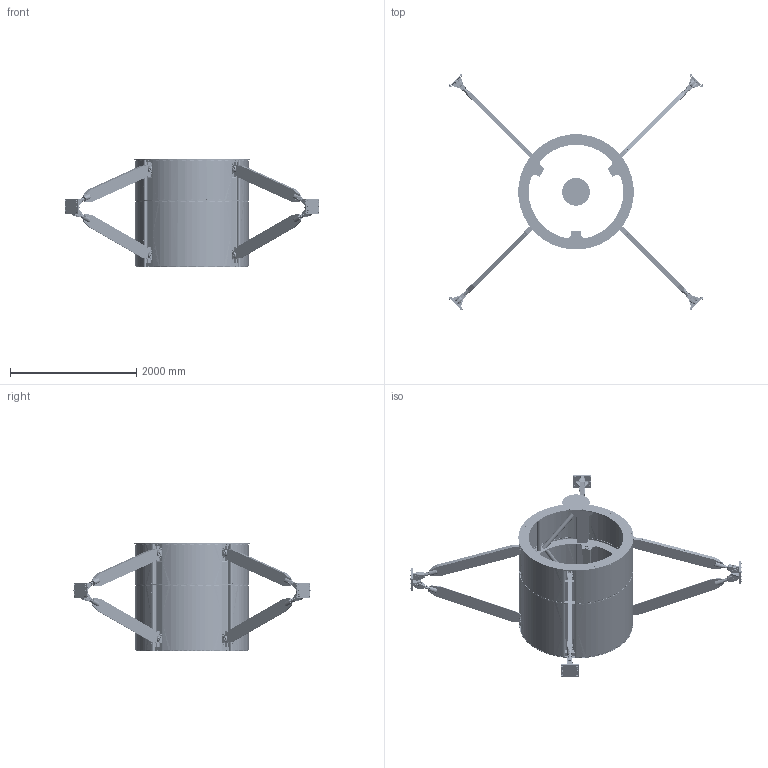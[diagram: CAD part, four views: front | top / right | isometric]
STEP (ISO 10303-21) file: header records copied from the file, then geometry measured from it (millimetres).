
FILE_DESCRIPTION(/* description */ (''),/* implementation_level */ '2;1');
FILE_NAME(/* name */ 'AD6-20160518-As-built Central Can.stp',/* time_stamp */ '2016-05-18T08:20:27+01:00',/* author */ ('kmd'),/* organization */ (''),/* preprocessor_version */ 'ST-DEVELOPER v16.1',/* originating_system */ 'Autodesk Inventor 2016',/* authorisation */ '');
FILE_SCHEMA (('AUTOMOTIVE_DESIGN { 1 0 10303 214 3 1 1 }'));
Products named in the file (67): AD5-20160204-P0215433-223ME-3D-2000-410-003; AD5-20160204-P0215433-223ME-3D-2000-410-004; AD5-20160204-P0215433-223ME-3D-2000-410-005; AD5-20160204-P0215433-223ME-3D-2000-410-001; AD5-20160204-P0215433-223ME-3D-2000-410-002; AD5-20160204-P0215433-223ME-3D-2000-410-013; AD5-20160204-P0215433-223ME-3D-2000-410-007; AD5-20160204-P0215433-223ME-3D-2000-410-008; AD5-20160204-P0215433-223ME-3D-2000-410-009; AD5-20160204-P0215433-223ME-3D-2000-410-010; AD5-20160204-P0215433-223ME-3D-2000-410-011; AD5-20160204-P0215433-223ME-3D-2000-410-006; AD5-20160204-P0215433-223ME-3D-2000-410-014; AD5-20160204-P0215433-223ME-3D-2000-410-015; AD5-20160204-P0215433-223ME-3D-2000-410-016; AD5-20160204-P0215433-223ME-3D-2000-410-017; AD5-20160204-P0215433-223ME-3D-2000-410-018; AD5-20160204-P0215433-223ME-3D-2000-410-019; AD5-20160204-P0215433-223ME-3D-2000-410-020; AD5-20160204-P0215433-223ME-3D-2000-410-022; AD5-20160204-P0215433-223ME-3D-2000-410-023; AD5-20160204-P0215433-223ME-3D-2000-410-026; AD5-20160204-P0215433-223ME-3D-2000-410-027; AD5-20160204-P0215433-223ME-3D-2000-410-028; AD5-20160204-P0215433-223ME-3D-2000-410-029; AD5-20160204-P0215433-223ME-3D-2000-410-030; AD5-20160204-P0215433-223ME-3D-2000-410-031; AD5-20160204-P0215433-223ME-3D-2000-410-032; AD5-20160204-P0215433-223ME-3D-2000-410-033; AD5-20160204-P0215433-223ME-3D-2000-410-034; AD5-20160204-P0215433-223ME-3D-2000-410-035; AD5-20160204-P0215433-223ME-3D-2000-410-036; AD5-20160204-P0215433-223ME-3D-2000-410-000; AD5-20160204-P0215433-223ME-3D-2000-400-001; AD5-20160204-P0215433-223ME-3D-2000-400-002; AD5-20160204-P0215433-223ME-3D-2000-400-003; AD5-20160204-P0215433-223ME-3D-2000-400-004; AD5-20160204-ISO7380_2004-M5x10-HEXAGON SOCKET BUTTON-A2J-ISO8.8; AD5-20160204-P0215433-223ME-3D-2000-400-000; AD5-20160204-P0215433-223ME-3D-2000-520-001 ...
Assembly tree (261 placements, depth 4):
  AD6-20160518-As-built Central Can
    AD5-20160204-P0215433-223ME-3D-2000-400-000
      AD5-20160204-P0215433-223ME-3D-2000-410-000
        AD5-20160204-P0215433-223ME-3D-2000-410-003
        AD5-20160204-P0215433-223ME-3D-2000-410-004
        AD5-20160204-P0215433-223ME-3D-2000-410-005
        AD5-20160204-P0215433-223ME-3D-2000-410-001  x4
        AD5-20160204-P0215433-223ME-3D-2000-410-002  x3
        AD5-20160204-P0215433-223ME-3D-2000-410-013  x4
        AD5-20160204-P0215433-223ME-3D-2000-410-007  x2
        AD5-20160204-P0215433-223ME-3D-2000-410-008  x2
        AD5-20160204-P0215433-223ME-3D-2000-410-009  x2
        AD5-20160204-P0215433-223ME-3D-2000-410-010  x2
        AD5-20160204-P0215433-223ME-3D-2000-410-011  x2
        AD5-20160204-P0215433-223ME-3D-2000-410-006  x2
        AD5-20160204-P0215433-223ME-3D-2000-410-014  x8
        AD5-20160204-P0215433-223ME-3D-2000-410-015  x4
        AD5-20160204-P0215433-223ME-3D-2000-410-016  x4
        AD5-20160204-P0215433-223ME-3D-2000-410-017  x8
        AD5-20160204-P0215433-223ME-3D-2000-410-018  x4
        AD5-20160204-P0215433-223ME-3D-2000-410-019  x16
        AD5-20160204-P0215433-223ME-3D-2000-410-020  x8
        AD5-20160204-P0215433-223ME-3D-2000-410-022
        AD5-20160204-P0215433-223ME-3D-2000-410-023  x2
        AD5-20160204-P0215433-223ME-3D-2000-410-026  x4
        AD5-20160204-P0215433-223ME-3D-2000-410-027
        AD5-20160204-P0215433-223ME-3D-2000-410-028  x2
        AD5-20160204-P0215433-223ME-3D-2000-410-029  x4
        AD5-20160204-P0215433-223ME-3D-2000-410-030  x4
        AD5-20160204-P0215433-223ME-3D-2000-410-031  x8
        AD5-20160204-P0215433-223ME-3D-2000-410-032  x4
        AD5-20160204-P0215433-223ME-3D-2000-410-033  x4
        AD5-20160204-P0215433-223ME-3D-2000-410-034  x4
        AD5-20160204-P0215433-223ME-3D-2000-410-035  x12
        AD5-20160204-P0215433-223ME-3D-2000-410-036  x3
      AD5-20160204-P0215433-223ME-3D-2000-400-001  x2
      AD5-20160204-P0215433-223ME-3D-2000-400-002  x2
      AD5-20160204-P0215433-223ME-3D-2000-400-003  x2
      AD5-20160204-P0215433-223ME-3D-2000-400-004  x2
      AD5-20160204-ISO7380_2004-M5x10-HEXAGON SOCKET BUTTON-A2J-ISO8.8
    AD5-20160204-P0215433-223ME-3D-2000-510-000  x4
      AD5-20160204-P0215433-223ME-3D-2000-520-001
      AD5-20160204-P0215433-223ME-3D-2000-530-000
        AD5-20160204-P0215433-223ME-3D-2000-530-001
        AD5-20160204-P0215433-223ME-3D-2000-530-002
        AD5-20160204-P0215433-223ME-3D-2000-530-003
        AD5-20160204-P0215433-223ME-3D-2000-530-004
      AD5-20160204-P0215433-223ME-3D-2000-540-000
        AD5-20160204-P0215433-223ME-3D-2000-540-001
        AD5-20160204-P0215433-223ME-3D-2000-540-002
        AD5-20160204-P0215433-223ME-3D-2000-540-003
      AD5-20160204-P0215433-223ME-3D-2000-510-001
      AD5-20160204-P0215433-223ME-3D-2000-510-002
      AD5-20160204-P0215433-223ME-3D-2000-510-003
      AD5-20160204-P0215433-223ME-3D-2000-510-004
      AD5-20160204-P0215433-223ME-3D-2000-510-005
      AD5-20160204-INA-[KM08]-LOCK NUT
      AD5-20160204-ISO7089-12x24-PLAIN WASHER-A3J-ISO8.8
      AD5-20160204-ISO4762-M6x20-HEXAGON SOCKET HEAD CAP SCREW-A2J-ISO8.8
      AD5-20160204-ISO4017-M12x40-HEXAGON HEAD SCREW-A3J-ISO8.8
Bounding box: 4040.19 x 3757.42 x 2392.84 mm (x, y, z)
Volume: 160580217.9 mm3; surface area: 49925004.9 mm2
Topology: 589 solids, 589 shells, 8579 faces, 20363 edges, 13390 vertices
Faces by surface type: plane 4198, cylinder 2852, cone 832, bspline 376, torus 321
Full cylindrical faces by diameter (mm): 2.459 x24, 2.927 x24, 3 x24, 3.2 x24, 4.134 x288, 4.917 x140, 5.5 x24, 5.854 x32, 6 x57, 6.5 x32, 6.647 x24, 7 x144, 8 x32, 8.376 x24, 9 x24, 9.5 x1, 10 x80, 10.106 x128, 11.707 x96, 12 x48, 13 x128, 13.835 x6, 15 x12, 15.5 x64, 15.61 x24, 16.63 x96, 17 x24, 20 x6, 22.49 x24, 24 x96
Entity records: 59340 total; most frequent: CARTESIAN_POINT 28293, DIRECTION 5620, ORIENTED_EDGE 5324, EDGE_CURVE 2662, EDGE_LOOP 2327, AXIS2_PLACEMENT_3D 2183, VERTEX_POINT 1995, LINE 1254
